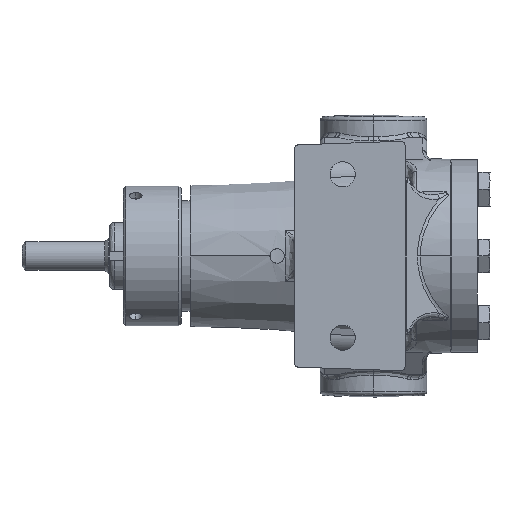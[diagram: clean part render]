
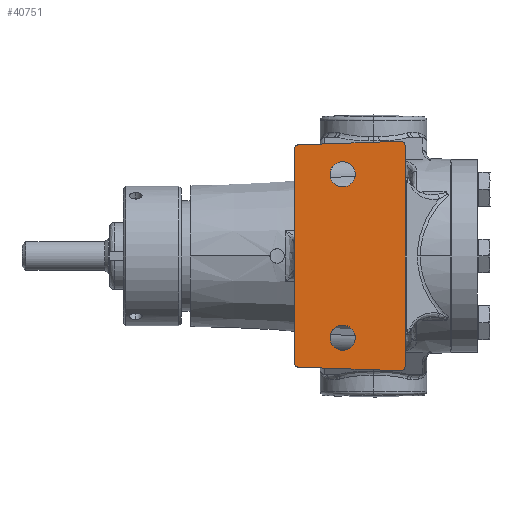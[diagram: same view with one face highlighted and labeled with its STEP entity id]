
A CAD part, front view. The second image highlights one B-rep face of the part: STEP entity #40751.
In plain terms, the highlighted planar face has unit normal (0, -1, 0).
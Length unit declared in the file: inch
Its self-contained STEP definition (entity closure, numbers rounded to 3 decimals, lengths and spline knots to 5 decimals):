
#387 = ORIENTED_EDGE ( 'NONE', *, *, #34708, .T. ) ;
#683 = ORIENTED_EDGE ( 'NONE', *, *, #8674, .T. ) ;
#705 = VERTEX_POINT ( 'NONE', #55351 ) ;
#925 = EDGE_CURVE ( 'NONE', #56652, #50144, #45914, .T. ) ;
#1412 = CARTESIAN_POINT ( 'NONE',  ( -1.97209, -1.62, -1.44202 ) ) ;
#2702 = AXIS2_PLACEMENT_3D ( 'NONE', #59929, #60000, #60079 ) ;
#4356 = EDGE_CURVE ( 'NONE', #705, #20644, #8254, .T. ) ;
#4657 = ORIENTED_EDGE ( 'NONE', *, *, #4356, .T. ) ;
#5222 = CARTESIAN_POINT ( 'NONE',  ( -1.4, -1.62, 1.22407 ) ) ;
#5413 = VERTEX_POINT ( 'NONE', #8073 ) ;
#5433 = FACE_BOUND ( 'NONE', #47423, .T. ) ;
#5606 = CARTESIAN_POINT ( 'NONE',  ( -1.97, -1.62, -1.38206 ) ) ;
#5901 = AXIS2_PLACEMENT_3D ( 'NONE', #21697, #21631, #21614 ) ;
#6002 = CARTESIAN_POINT ( 'NONE',  ( -1.97209, -1.62, 1.44202 ) ) ;
#6047 = CIRCLE ( 'NONE', #26211, 0.06 ) ;
#6769 = CARTESIAN_POINT ( 'NONE',  ( -2.03, -1.62, 0. ) ) ;
#7009 = FACE_OUTER_BOUND ( 'NONE', #49335, .T. ) ;
#8073 = CARTESIAN_POINT ( 'NONE',  ( -1.4, -1.62, 0.89594 ) ) ;
#8254 = LINE ( 'NONE', #21771, #9164 ) ;
#8674 = EDGE_CURVE ( 'NONE', #20644, #23933, #42083, .T. ) ;
#8827 = VERTEX_POINT ( 'NONE', #35389 ) ;
#9033 = CARTESIAN_POINT ( 'NONE',  ( -2.03, -1.62, -1.38206 ) ) ;
#9164 = VECTOR ( 'NONE', #21991, 39.37008 ) ;
#9890 = VECTOR ( 'NONE', #16959, 39.37008 ) ;
#9954 = EDGE_CURVE ( 'NONE', #27079, #705, #52385, .T. ) ;
#10193 = CARTESIAN_POINT ( 'NONE',  ( -0.59, -1.62, -1.42815 ) ) ;
#10453 = EDGE_CURVE ( 'NONE', #24718, #27079, #55633, .T. ) ;
#10777 = DIRECTION ( 'NONE',  ( 0., 0., -1. ) ) ;
#11666 = VERTEX_POINT ( 'NONE', #5222 ) ;
#13891 = CARTESIAN_POINT ( 'NONE',  ( -0.65, -1.62, 1.48815 ) ) ;
#15079 = AXIS2_PLACEMENT_3D ( 'NONE', #36792, #36777, #36723 ) ;
#15520 = CARTESIAN_POINT ( 'NONE',  ( -1.97209, -1.62, -1.44202 ) ) ;
#15792 = DIRECTION ( 'NONE',  ( 0., 0., 1. ) ) ;
#15850 = DIRECTION ( 'NONE',  ( 0., -1., 0. ) ) ;
#15927 = CARTESIAN_POINT ( 'NONE',  ( -0.65, -1.62, 1.42815 ) ) ;
#15962 = ORIENTED_EDGE ( 'NONE', *, *, #24638, .T. ) ;
#16472 = AXIS2_PLACEMENT_3D ( 'NONE', #60229, #29391, #65354 ) ;
#16624 = CARTESIAN_POINT ( 'NONE',  ( 0., -1.62, 0. ) ) ;
#16791 = DIRECTION ( 'NONE',  ( 0., 1., 0. ) ) ;
#16959 = DIRECTION ( 'NONE',  ( 0.999, 0., -0.035 ) ) ;
#17383 = AXIS2_PLACEMENT_3D ( 'NONE', #48093, #16791, #53264 ) ;
#17674 = ORIENTED_EDGE ( 'NONE', *, *, #10453, .T. ) ;
#18546 = CARTESIAN_POINT ( 'NONE',  ( -2.03, -1.62, 1.38206 ) ) ;
#19873 = DIRECTION ( 'NONE',  ( 0., 0., -1. ) ) ;
#19894 = DIRECTION ( 'NONE',  ( 0., -1., 0. ) ) ;
#19961 = CARTESIAN_POINT ( 'NONE',  ( -0.65, -1.62, -1.42815 ) ) ;
#20270 = LINE ( 'NONE', #6769, #48010 ) ;
#20644 = VERTEX_POINT ( 'NONE', #6002 ) ;
#21002 = FACE_BOUND ( 'NONE', #36379, .T. ) ;
#21614 = DIRECTION ( 'NONE',  ( 0., 0., 1. ) ) ;
#21631 = DIRECTION ( 'NONE',  ( 0., -1., 0. ) ) ;
#21697 = CARTESIAN_POINT ( 'NONE',  ( -0.65, -1.62, 1.42815 ) ) ;
#21771 = CARTESIAN_POINT ( 'NONE',  ( -0.65209, -1.62, 1.48812 ) ) ;
#21862 = ORIENTED_EDGE ( 'NONE', *, *, #40783, .T. ) ;
#21933 = DIRECTION ( 'NONE',  ( 0., 0., -1. ) ) ;
#21991 = DIRECTION ( 'NONE',  ( -0.999, 0., -0.035 ) ) ;
#22153 = DIRECTION ( 'NONE',  ( 0., 0., -1. ) ) ;
#22382 = CARTESIAN_POINT ( 'NONE',  ( -1.4, -1.62, 1.06 ) ) ;
#22581 = CARTESIAN_POINT ( 'NONE',  ( -0.59, -1.62, 0. ) ) ;
#23933 = VERTEX_POINT ( 'NONE', #18546 ) ;
#24638 = EDGE_CURVE ( 'NONE', #55010, #31180, #51601, .T. ) ;
#24718 = VERTEX_POINT ( 'NONE', #56782 ) ;
#25956 = LINE ( 'NONE', #22581, #45044 ) ;
#26211 = AXIS2_PLACEMENT_3D ( 'NONE', #5606, #42287, #10777 ) ;
#27003 = PLANE ( 'NONE',  #28401 ) ;
#27079 = VERTEX_POINT ( 'NONE', #13891 ) ;
#27649 = DIRECTION ( 'NONE',  ( 0., 0., -1. ) ) ;
#27658 = DIRECTION ( 'NONE',  ( 0., -1., 0. ) ) ;
#27798 = CARTESIAN_POINT ( 'NONE',  ( -0.65, -1.62, -1.42815 ) ) ;
#28189 = ORIENTED_EDGE ( 'NONE', *, *, #66141, .T. ) ;
#28401 = AXIS2_PLACEMENT_3D ( 'NONE', #16624, #53097, #21933 ) ;
#29391 = DIRECTION ( 'NONE',  ( 0., 1., 0. ) ) ;
#31104 = ORIENTED_EDGE ( 'NONE', *, *, #9954, .T. ) ;
#31180 = VERTEX_POINT ( 'NONE', #32752 ) ;
#31679 = EDGE_CURVE ( 'NONE', #8827, #54142, #51018, .T. ) ;
#32490 = EDGE_CURVE ( 'NONE', #5413, #11666, #49574, .T. ) ;
#32752 = CARTESIAN_POINT ( 'NONE',  ( -0.65209, -1.62, -1.48812 ) ) ;
#33598 = ORIENTED_EDGE ( 'NONE', *, *, #47863, .T. ) ;
#34708 = EDGE_CURVE ( 'NONE', #31180, #8827, #61794, .T. ) ;
#34859 = CARTESIAN_POINT ( 'NONE',  ( -1.4, -1.62, -0.89594 ) ) ;
#35389 = CARTESIAN_POINT ( 'NONE',  ( -0.65, -1.62, -1.48815 ) ) ;
#36379 = EDGE_LOOP ( 'NONE', ( #39158, #44704 ) ) ;
#36723 = DIRECTION ( 'NONE',  ( 0., 0., 1. ) ) ;
#36777 = DIRECTION ( 'NONE',  ( 0., -1., 0. ) ) ;
#36792 = CARTESIAN_POINT ( 'NONE',  ( -1.97, -1.62, 1.38206 ) ) ;
#39158 = ORIENTED_EDGE ( 'NONE', *, *, #32490, .T. ) ;
#40751 = ADVANCED_FACE ( 'NONE', ( #7009, #21002, #5433 ), #27003, .T. ) ;
#40783 = EDGE_CURVE ( 'NONE', #23933, #64237, #20270, .T. ) ;
#42083 = CIRCLE ( 'NONE', #15079, 0.06 ) ;
#42287 = DIRECTION ( 'NONE',  ( 0., -1., 0. ) ) ;
#43838 = EDGE_CURVE ( 'NONE', #11666, #5413, #60091, .T. ) ;
#44704 = ORIENTED_EDGE ( 'NONE', *, *, #43838, .T. ) ;
#44961 = ORIENTED_EDGE ( 'NONE', *, *, #925, .T. ) ;
#44974 = ORIENTED_EDGE ( 'NONE', *, *, #46097, .T. ) ;
#45044 = VECTOR ( 'NONE', #59734, 39.37008 ) ;
#45715 = ORIENTED_EDGE ( 'NONE', *, *, #31679, .T. ) ;
#45914 = CIRCLE ( 'NONE', #2702, 0.16406 ) ;
#46097 = EDGE_CURVE ( 'NONE', #50144, #56652, #47466, .T. ) ;
#47423 = EDGE_LOOP ( 'NONE', ( #44961, #44974 ) ) ;
#47466 = CIRCLE ( 'NONE', #16472, 0.16406 ) ;
#47862 = CARTESIAN_POINT ( 'NONE',  ( -1.4, -1.62, -1.22407 ) ) ;
#47863 = EDGE_CURVE ( 'NONE', #54142, #24718, #25956, .T. ) ;
#48010 = VECTOR ( 'NONE', #22153, 39.37008 ) ;
#48093 = CARTESIAN_POINT ( 'NONE',  ( -1.4, -1.62, 1.06 ) ) ;
#49335 = EDGE_LOOP ( 'NONE', ( #15962, #387, #45715, #33598, #17674, #31104, #4657, #683, #21862, #28189 ) ) ;
#49574 = CIRCLE ( 'NONE', #52400, 0.16406 ) ;
#50144 = VERTEX_POINT ( 'NONE', #34859 ) ;
#50294 = DIRECTION ( 'NONE',  ( 0., 0., -1. ) ) ;
#51018 = CIRCLE ( 'NONE', #60908, 0.06 ) ;
#51601 = LINE ( 'NONE', #15520, #9890 ) ;
#52385 = CIRCLE ( 'NONE', #5901, 0.06 ) ;
#52400 = AXIS2_PLACEMENT_3D ( 'NONE', #22382, #58424, #50294 ) ;
#53097 = DIRECTION ( 'NONE',  ( 0., -1., 0. ) ) ;
#53264 = DIRECTION ( 'NONE',  ( 0., 0., -1. ) ) ;
#54142 = VERTEX_POINT ( 'NONE', #10193 ) ;
#55010 = VERTEX_POINT ( 'NONE', #1412 ) ;
#55351 = CARTESIAN_POINT ( 'NONE',  ( -0.65209, -1.62, 1.48812 ) ) ;
#55633 = CIRCLE ( 'NONE', #64432, 0.06 ) ;
#56652 = VERTEX_POINT ( 'NONE', #47862 ) ;
#56782 = CARTESIAN_POINT ( 'NONE',  ( -0.59, -1.62, 1.42815 ) ) ;
#58424 = DIRECTION ( 'NONE',  ( 0., 1., 0. ) ) ;
#59734 = DIRECTION ( 'NONE',  ( 0., 0., 1. ) ) ;
#59929 = CARTESIAN_POINT ( 'NONE',  ( -1.4, -1.62, -1.06 ) ) ;
#60000 = DIRECTION ( 'NONE',  ( 0., 1., 0. ) ) ;
#60079 = DIRECTION ( 'NONE',  ( 0., 0., -1. ) ) ;
#60091 = CIRCLE ( 'NONE', #17383, 0.16406 ) ;
#60229 = CARTESIAN_POINT ( 'NONE',  ( -1.4, -1.62, -1.06 ) ) ;
#60908 = AXIS2_PLACEMENT_3D ( 'NONE', #19961, #19894, #19873 ) ;
#61794 = CIRCLE ( 'NONE', #63973, 0.06 ) ;
#63973 = AXIS2_PLACEMENT_3D ( 'NONE', #27798, #27658, #27649 ) ;
#64237 = VERTEX_POINT ( 'NONE', #9033 ) ;
#64432 = AXIS2_PLACEMENT_3D ( 'NONE', #15927, #15850, #15792 ) ;
#65354 = DIRECTION ( 'NONE',  ( 0., 0., -1. ) ) ;
#66141 = EDGE_CURVE ( 'NONE', #64237, #55010, #6047, .T. ) ;
